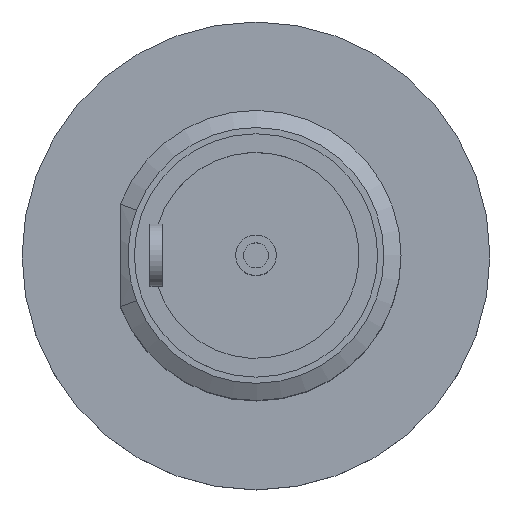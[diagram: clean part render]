
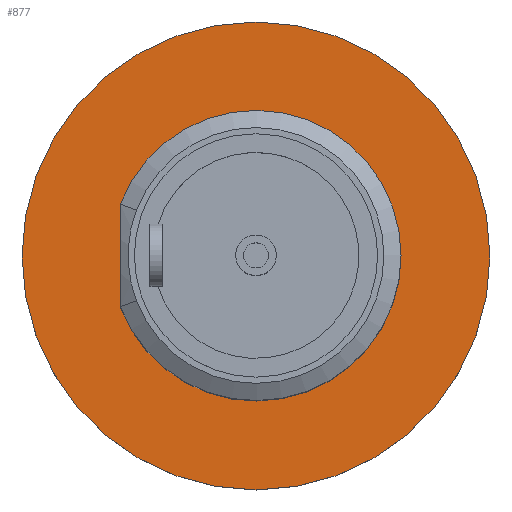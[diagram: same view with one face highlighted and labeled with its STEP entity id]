
A CAD part, top view. The second image highlights one B-rep face of the part: STEP entity #877.
In plain terms, the highlighted planar face has unit normal (0, 0, 1).
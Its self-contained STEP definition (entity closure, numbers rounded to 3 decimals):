
#234=CARTESIAN_POINT('',(0.,0.,1.4));
#235=DIRECTION('',(0.,0.,1.));
#236=DIRECTION('',(0.,1.,0.));
#237=AXIS2_PLACEMENT_3D('',#234,#235,#236);
#239=CARTESIAN_POINT('',(0.,0.,1.4));
#240=DIRECTION('',(0.,0.,-1.));
#241=DIRECTION('',(0.,1.,0.));
#242=AXIS2_PLACEMENT_3D('',#239,#240,#241);
#244=CARTESIAN_POINT('',(0.,0.,1.4));
#245=DIRECTION('',(0.,0.,1.));
#246=DIRECTION('',(-0.935,-0.353,0.));
#247=AXIS2_PLACEMENT_3D('',#244,#245,#246);
#249=DIRECTION('',(0.,-1.,0.));
#250=VECTOR('',#249,3.286);
#251=CARTESIAN_POINT('',(-4.35,1.643,1.4));
#252=LINE('',#251,#250);
#715=CARTESIAN_POINT('',(0.,7.5,1.4));
#717=VERTEX_POINT('',#715);
#719=CARTESIAN_POINT('',(0.,-7.5,1.4));
#721=VERTEX_POINT('',#719);
#766=CARTESIAN_POINT('',(-4.35,-1.643,1.4));
#767=CARTESIAN_POINT('',(-4.35,1.643,1.4));
#768=VERTEX_POINT('',#766);
#769=VERTEX_POINT('',#767);
#862=CARTESIAN_POINT('',(0.,0.,1.4));
#863=DIRECTION('',(0.,0.,-1.));
#864=DIRECTION('',(0.,-1.,0.));
#865=AXIS2_PLACEMENT_3D('',#862,#863,#864);
#866=PLANE('',#865);
#867=ORIENTED_EDGE('',*,*,#854,.F.);
#868=ORIENTED_EDGE('',*,*,#843,.T.);
#869=EDGE_LOOP('',(#867,#868));
#870=FACE_OUTER_BOUND('',#869,.F.);
#872=ORIENTED_EDGE('',*,*,#871,.T.);
#874=ORIENTED_EDGE('',*,*,#873,.T.);
#875=EDGE_LOOP('',(#872,#874));
#876=FACE_BOUND('',#875,.F.);
#238=CIRCLE('',#237,7.5);
#243=CIRCLE('',#242,7.5);
#248=CIRCLE('',#247,4.65);
#843=EDGE_CURVE('',#717,#721,#243,.T.);
#854=EDGE_CURVE('',#717,#721,#238,.T.);
#871=EDGE_CURVE('',#768,#769,#248,.T.);
#873=EDGE_CURVE('',#769,#768,#252,.T.);
#877=ADVANCED_FACE('',(#870,#876),#866,.F.);
